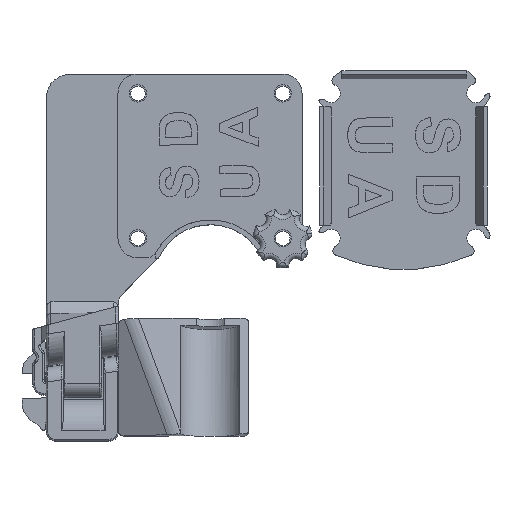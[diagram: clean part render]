
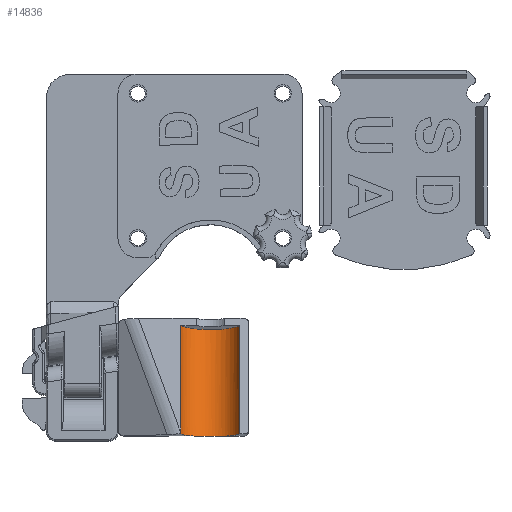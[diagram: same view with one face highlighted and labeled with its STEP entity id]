
A CAD part, top view. The second image highlights one B-rep face of the part: STEP entity #14836.
In plain terms, the highlighted cylindrical face has radius 6.7 mm (diameter 13.4 mm), a partial arc.
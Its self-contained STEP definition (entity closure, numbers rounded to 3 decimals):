
#948=B_SPLINE_CURVE_WITH_KNOTS('',3,(#26751,#26752,#26753,#26754,#26755,
#26756,#26757,#26758,#26759,#26760,#26761,#26762,#26763,#26764,#26765,#26766,
#26767,#26768,#26769,#26770,#26771,#26772,#26773,#26774,#26775,#26776),
 .UNSPECIFIED.,.F.,.F.,(4,2,2,2,2,2,2,2,2,2,2,2,4),(0.,0.198,
0.439,0.648,0.716,0.757,
0.794,0.839,0.926,1.035,
1.236,1.4,1.54),.UNSPECIFIED.);
#955=B_SPLINE_CURVE_WITH_KNOTS('',3,(#27217,#27218,#27219,#27220),
 .UNSPECIFIED.,.F.,.F.,(4,4),(1.434,1.453),
 .UNSPECIFIED.);
#2105=FACE_OUTER_BOUND('',#2982,.T.);
#2982=EDGE_LOOP('',(#12417,#12418,#12419,#12420,#12421));
#3995=LINE('',#27203,#5095);
#3997=LINE('',#27208,#5097);
#5095=VECTOR('',#17985,10.);
#5097=VECTOR('',#17989,10.);
#5785=CIRCLE('',#15815,6.7);
#6719=VERTEX_POINT('',#26748);
#6720=VERTEX_POINT('',#26750);
#6830=VERTEX_POINT('',#27187);
#6832=VERTEX_POINT('',#27190);
#6836=VERTEX_POINT('',#27205);
#8644=EDGE_CURVE('',#6719,#6720,#948,.T.);
#8789=EDGE_CURVE('',#6832,#6830,#5785,.T.);
#8796=EDGE_CURVE('',#6832,#6719,#3995,.T.);
#8798=EDGE_CURVE('',#6836,#6830,#3997,.T.);
#8803=EDGE_CURVE('',#6720,#6836,#955,.T.);
#12417=ORIENTED_EDGE('',*,*,#8803,.F.);
#12418=ORIENTED_EDGE('',*,*,#8644,.F.);
#12419=ORIENTED_EDGE('',*,*,#8796,.F.);
#12420=ORIENTED_EDGE('',*,*,#8789,.T.);
#12421=ORIENTED_EDGE('',*,*,#8798,.F.);
#14263=CYLINDRICAL_SURFACE('',#15824,6.7);
#14836=ADVANCED_FACE('',(#2105),#14263,.F.);
#15815=AXIS2_PLACEMENT_3D('',#27191,#17971,#17972);
#15824=AXIS2_PLACEMENT_3D('',#27216,#17999,#18000);
#17971=DIRECTION('center_axis',(0.,0.976,-0.216));
#17972=DIRECTION('ref_axis',(-0.615,0.171,0.77));
#17985=DIRECTION('',(0.,-0.976,0.216));
#17989=DIRECTION('',(0.,0.976,-0.216));
#17999=DIRECTION('center_axis',(0.,-0.976,0.216));
#18000=DIRECTION('ref_axis',(0.,-0.216,-0.976));
#26748=CARTESIAN_POINT('',(6.171,-54.234,355.932));
#26750=CARTESIAN_POINT('',(-6.039,-54.234,355.931));
#26751=CARTESIAN_POINT('Ctrl Pts',(6.171,-54.234,355.932));
#26752=CARTESIAN_POINT('Ctrl Pts',(5.9,-54.362,355.344));
#26753=CARTESIAN_POINT('Ctrl Pts',(5.541,-54.455,354.795));
#26754=CARTESIAN_POINT('Ctrl Pts',(4.58,-54.605,353.703));
#26755=CARTESIAN_POINT('Ctrl Pts',(3.949,-54.649,353.198));
#26756=CARTESIAN_POINT('Ctrl Pts',(2.632,-54.697,352.481));
#26757=CARTESIAN_POINT('Ctrl Pts',(1.972,-54.706,352.245));
#26758=CARTESIAN_POINT('Ctrl Pts',(1.062,-54.712,352.074));
#26759=CARTESIAN_POINT('Ctrl Pts',(0.836,-54.713,
352.043));
#26760=CARTESIAN_POINT('Ctrl Pts',(0.472,-54.714,
352.013));
#26761=CARTESIAN_POINT('Ctrl Pts',(0.335,-54.714,
352.006));
#26762=CARTESIAN_POINT('Ctrl Pts',(0.077,-54.714,
352.001));
#26763=CARTESIAN_POINT('Ctrl Pts',(-0.045,-54.714,
352.002));
#26764=CARTESIAN_POINT('Ctrl Pts',(-0.317,-54.714,
352.011));
#26765=CARTESIAN_POINT('Ctrl Pts',(-0.467,-54.714,
352.022));
#26766=CARTESIAN_POINT('Ctrl Pts',(-0.906,-54.712,
352.068));
#26767=CARTESIAN_POINT('Ctrl Pts',(-1.192,-54.711,
352.117));
#26768=CARTESIAN_POINT('Ctrl Pts',(-1.828,-54.705,
352.269));
#26769=CARTESIAN_POINT('Ctrl Pts',(-2.174,-54.701,
352.383));
#26770=CARTESIAN_POINT('Ctrl Pts',(-3.125,-54.679,
352.784));
#26771=CARTESIAN_POINT('Ctrl Pts',(-3.699,-54.656,
353.134));
#26772=CARTESIAN_POINT('Ctrl Pts',(-4.634,-54.576,353.911));
#26773=CARTESIAN_POINT('Ctrl Pts',(-5.012,-54.527,
354.31));
#26774=CARTESIAN_POINT('Ctrl Pts',(-5.612,-54.398,
355.119));
#26775=CARTESIAN_POINT('Ctrl Pts',(-5.847,-54.325,
355.516));
#26776=CARTESIAN_POINT('Ctrl Pts',(-6.039,-54.234,
355.931));
#27187=CARTESIAN_POINT('',(-6.039,-31.779,350.953));
#27190=CARTESIAN_POINT('',(6.171,-31.779,350.953));
#27191=CARTESIAN_POINT('Origin',(0.066,-31.182,353.648));
#27203=CARTESIAN_POINT('',(6.171,-30.803,350.737));
#27205=CARTESIAN_POINT('',(-6.039,-54.051,355.891));
#27208=CARTESIAN_POINT('',(-6.039,-30.803,350.737));
#27216=CARTESIAN_POINT('Origin',(0.066,-30.206,353.431));
#27217=CARTESIAN_POINT('Ctrl Pts',(-6.039,-54.234,
355.931));
#27218=CARTESIAN_POINT('Ctrl Pts',(-6.039,-54.173,
355.918));
#27219=CARTESIAN_POINT('Ctrl Pts',(-6.039,-54.112,
355.904));
#27220=CARTESIAN_POINT('Ctrl Pts',(-6.039,-54.051,
355.891));
